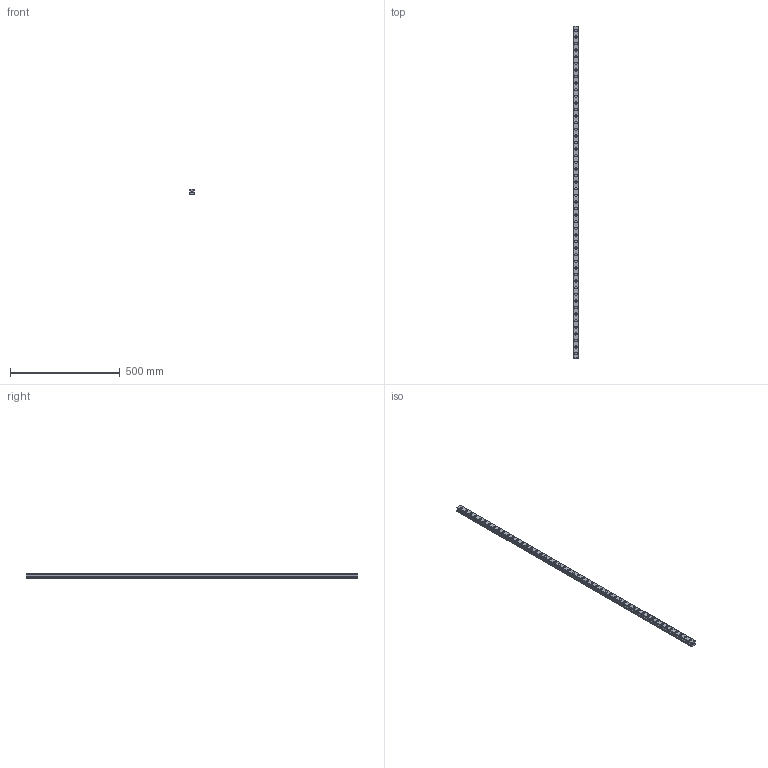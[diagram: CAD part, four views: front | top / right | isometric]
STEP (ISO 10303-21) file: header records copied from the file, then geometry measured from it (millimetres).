
FILE_DESCRIPTION(('STEP AP214'),'1');
FILE_NAME('cctmp_30181D93-5DB9-4F14-B55C-123A3EDAE250_2021_03_11_09_46_35_0516..stp','2021-03-11T08:46:35',('HIWIN GmbH'),('CADClick - www.CADClick.com'),'Spatial InterOp 3D',' ','unknown authorization');
FILE_SCHEMA(('AUTOMOTIVE_DESIGN'));
Length unit declared in the file: millimetre
Products named in the file (1): RGR25R1510H_FILE
Bounding box: 23 x 1510 x 23.6 mm (x, y, z)
Volume: 605981.2 mm3; surface area: 187582.8 mm2
Topology: 1 solids, 1 shells, 567 faces, 1233 edges, 822 vertices
Faces by surface type: cylinder 318, plane 249
Entity records: 20323 total; most frequent: DIRECTION 3005, CARTESIAN_POINT 2623, ORIENTED_EDGE 2466, EDGE_CURVE 1233, AXIS2_PLACEMENT_3D 1204, VERTEX_POINT 822, EDGE_LOOP 721, CIRCLE 636
